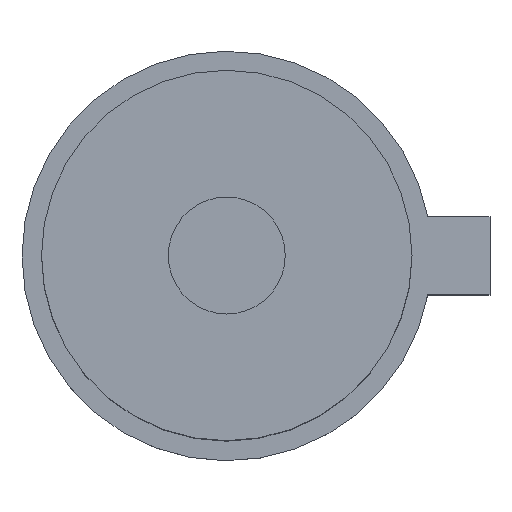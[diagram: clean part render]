
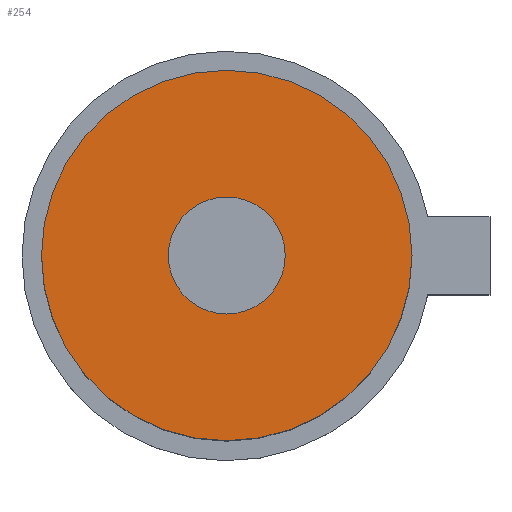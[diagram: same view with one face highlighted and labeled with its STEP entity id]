
A CAD part, top view. The second image highlights one B-rep face of the part: STEP entity #254.
In plain terms, the highlighted planar face has unit normal (0, 0, 1).
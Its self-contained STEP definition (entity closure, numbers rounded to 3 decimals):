
#44=PLANE('',#307);
#57=FACE_BOUND('',#107,.T.);
#76=FACE_OUTER_BOUND('',#106,.T.);
#106=EDGE_LOOP('',(#222));
#107=EDGE_LOOP('',(#223));
#125=CIRCLE('',#302,0.762);
#128=CIRCLE('',#308,2.413);
#148=VERTEX_POINT('',#450);
#150=VERTEX_POINT('',#458);
#173=EDGE_CURVE('',#148,#148,#125,.T.);
#176=EDGE_CURVE('',#150,#150,#128,.T.);
#222=ORIENTED_EDGE('',*,*,#176,.T.);
#223=ORIENTED_EDGE('',*,*,#173,.T.);
#254=ADVANCED_FACE('',(#76,#57),#44,.T.);
#302=AXIS2_PLACEMENT_3D('',#451,#373,#374);
#307=AXIS2_PLACEMENT_3D('',#457,#383,#384);
#308=AXIS2_PLACEMENT_3D('',#459,#385,#386);
#373=DIRECTION('center_axis',(0.,0.,-1.));
#374=DIRECTION('ref_axis',(-1.,0.,0.));
#383=DIRECTION('center_axis',(0.,0.,1.));
#384=DIRECTION('ref_axis',(1.,0.,0.));
#385=DIRECTION('center_axis',(0.,0.,1.));
#386=DIRECTION('ref_axis',(-1.,0.,0.));
#450=CARTESIAN_POINT('',(0.762,0.,3.81));
#451=CARTESIAN_POINT('Origin',(0.,0.,3.81));
#457=CARTESIAN_POINT('Origin',(0.,0.,
3.81));
#458=CARTESIAN_POINT('',(2.413,0.,3.81));
#459=CARTESIAN_POINT('Origin',(0.,0.,3.81));
